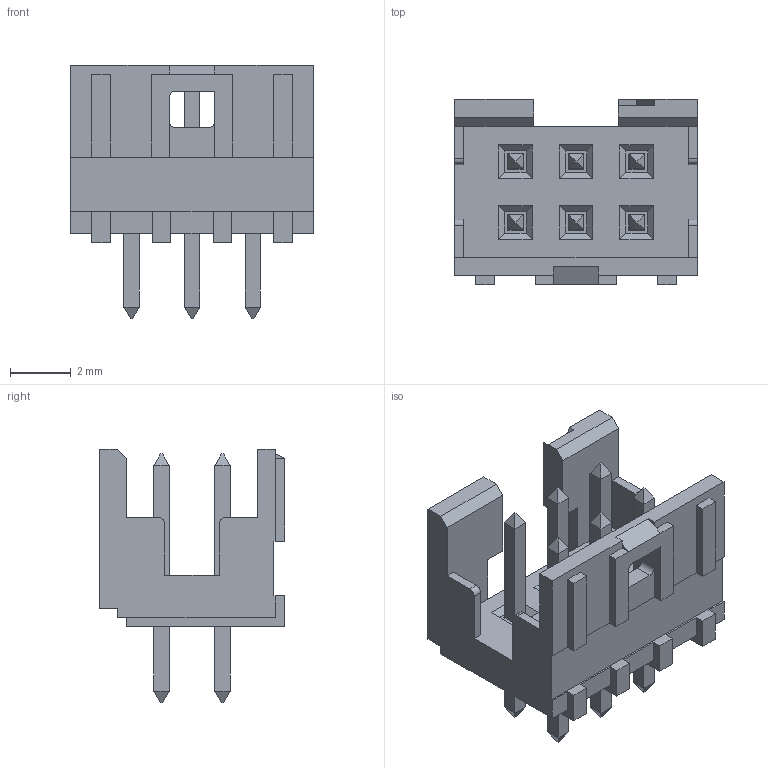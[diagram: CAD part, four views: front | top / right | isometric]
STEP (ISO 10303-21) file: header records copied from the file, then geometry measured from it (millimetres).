
FILE_DESCRIPTION (( 'STEP AP214' ), '1' );
FILE_NAME ('98414-G06-06LF.STEP', '2016-04-20T07:57:52', ( 'Andrwe' ), ( '' ), 'SwSTEP 2.0', 'SolidWorks 2015', '' );
FILE_SCHEMA (( 'AUTOMOTIVE_DESIGN' ));
Length unit declared in the file: millimetre
Products named in the file (1): 98414-G06-06LF
Bounding box: 8 x 6.1 x 8.35 mm (x, y, z)
Volume: 110.8 mm3; surface area: 393.7 mm2
Topology: 1 solids, 1 shells, 279 faces, 710 edges, 439 vertices
Faces by surface type: plane 272, cylinder 7
Entity records: 11245 total; most frequent: CARTESIAN_POINT 1429, ORIENTED_EDGE 1420, DIRECTION 1284, EDGE_CURVE 710, VECTOR 696, LINE 696, VERTEX_POINT 439, EDGE_LOOP 299
